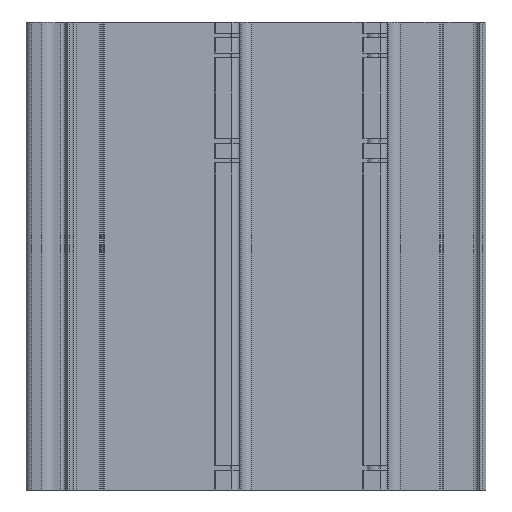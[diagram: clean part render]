
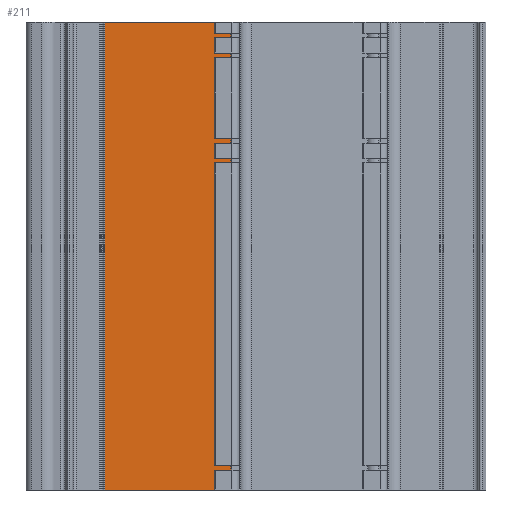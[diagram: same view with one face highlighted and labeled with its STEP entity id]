
A CAD part, left-side view. The second image highlights one B-rep face of the part: STEP entity #211.
In plain terms, the highlighted planar face has unit normal (-1, 0, 0).
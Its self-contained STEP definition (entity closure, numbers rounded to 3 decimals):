
#211=ADVANCED_FACE('',(#525),#526,.T.);
#525=FACE_OUTER_BOUND('',#983,.T.);
#526=PLANE('',#984);
#983=EDGE_LOOP('',(#2034,#2035,#2036,#2037));
#984=AXIS2_PLACEMENT_3D('',#2038,#2039,#2040);
#2034=ORIENTED_EDGE('',*,*,#3680,.F.);
#2035=ORIENTED_EDGE('',*,*,#3679,.F.);
#2036=ORIENTED_EDGE('',*,*,#3315,.T.);
#2037=ORIENTED_EDGE('',*,*,#3681,.T.);
#2038=CARTESIAN_POINT('',(-134.,128.966,200.0));
#2039=DIRECTION('',(-1.0,0.0,0.0));
#2040=DIRECTION('',(0.0,-1.0,0.0));
#3315=EDGE_CURVE('',#3999,#3997,#4000,.T.);
#3679=EDGE_CURVE('',#3999,#4651,#4653,.T.);
#3680=EDGE_CURVE('',#4651,#4654,#4655,.T.);
#3681=EDGE_CURVE('',#3997,#4654,#4656,.T.);
#3997=VERTEX_POINT('',#5112);
#3999=VERTEX_POINT('',#5114);
#4000=LINE('',#5115,#5116);
#4651=VERTEX_POINT('',#5997);
#4653=LINE('',#5999,#6000);
#4654=VERTEX_POINT('',#6001);
#4655=LINE('',#6002,#6003);
#4656=LINE('',#6004,#6005);
#5112=CARTESIAN_POINT('',(-134.,182.926,200.0));
#5114=CARTESIAN_POINT('',(-134.,128.966,200.0));
#5115=CARTESIAN_POINT('',(-134.,128.966,200.0));
#5116=VECTOR('',#6651,1.0);
#5997=CARTESIAN_POINT('',(-134.,128.966,0.0));
#5999=CARTESIAN_POINT('',(-134.,128.966,200.0));
#6000=VECTOR('',#7281,1.0);
#6001=CARTESIAN_POINT('',(-134.,182.926,0.0));
#6002=CARTESIAN_POINT('',(-134.,128.966,0.0));
#6003=VECTOR('',#7282,1.0);
#6004=CARTESIAN_POINT('',(-134.,182.926,200.0));
#6005=VECTOR('',#7283,1.0);
#6651=DIRECTION('',(0.0,1.0,0.0));
#7281=DIRECTION('',(0.0,0.0,-1.0));
#7282=DIRECTION('',(0.0,1.0,0.0));
#7283=DIRECTION('',(0.0,0.0,-1.0));
